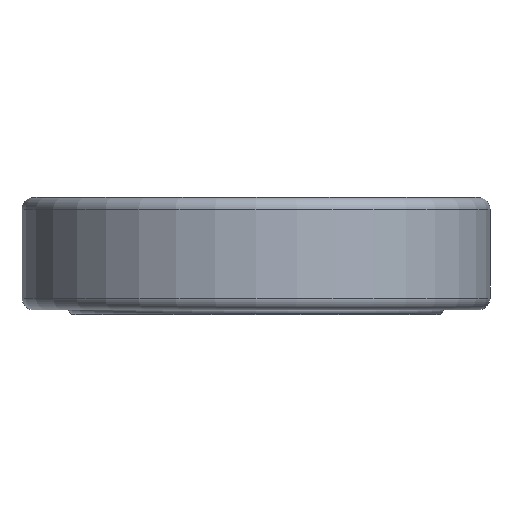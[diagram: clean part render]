
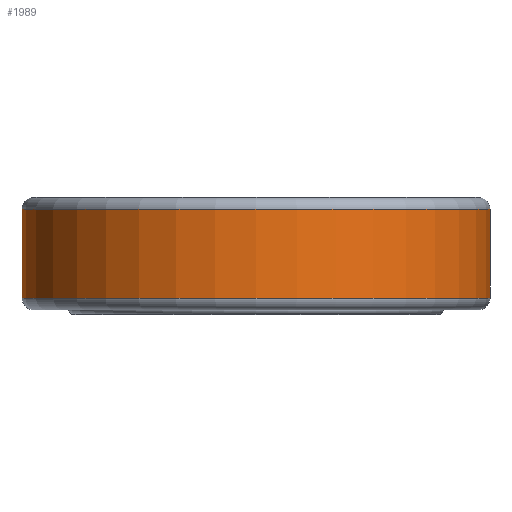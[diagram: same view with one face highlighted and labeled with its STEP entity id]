
A CAD part, left-side view. The second image highlights one B-rep face of the part: STEP entity #1989.
In plain terms, the highlighted cylindrical face has radius 5 mm (diameter 10 mm), a partial arc.
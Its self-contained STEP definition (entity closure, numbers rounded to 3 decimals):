
#66 = VERTEX_POINT('',#67);
#67 = CARTESIAN_POINT('',(0.,5.,2.25));
#68 = VERTEX_POINT('',#69);
#69 = CARTESIAN_POINT('',(0.,-5.,2.25));
#121 = VERTEX_POINT('',#122);
#122 = CARTESIAN_POINT('',(0.,5.,0.35));
#130 = VERTEX_POINT('',#131);
#131 = CARTESIAN_POINT('',(0.,-5.,0.35));
#154 = EDGE_CURVE('',#68,#130,#155,.T.);
#155 = LINE('',#156,#157);
#156 = CARTESIAN_POINT('',(0.,-5.,2.5));
#157 = VECTOR('',#158,1.);
#158 = DIRECTION('',(-0.,0.,-1.));
#161 = EDGE_CURVE('',#66,#121,#162,.T.);
#162 = LINE('',#163,#164);
#163 = CARTESIAN_POINT('',(0.,5.,2.5));
#164 = VECTOR('',#165,1.);
#165 = DIRECTION('',(-0.,0.,-1.));
#1989 = ADVANCED_FACE('',(#1990),#2008,.T.);
#1990 = FACE_BOUND('',#1991,.T.);
#1991 = EDGE_LOOP('',(#1992,#1993,#2000,#2001));
#1992 = ORIENTED_EDGE('',*,*,#154,.F.);
#1993 = ORIENTED_EDGE('',*,*,#1994,.T.);
#1994 = EDGE_CURVE('',#68,#66,#1995,.T.);
#1995 = CIRCLE('',#1996,5.);
#1996 = AXIS2_PLACEMENT_3D('',#1997,#1998,#1999);
#1997 = CARTESIAN_POINT('',(0.,0.,2.25));
#1998 = DIRECTION('',(-0.,0.,-1.));
#1999 = DIRECTION('',(0.,-1.,0.));
#2000 = ORIENTED_EDGE('',*,*,#161,.T.);
#2001 = ORIENTED_EDGE('',*,*,#2002,.T.);
#2002 = EDGE_CURVE('',#121,#130,#2003,.T.);
#2003 = CIRCLE('',#2004,5.);
#2004 = AXIS2_PLACEMENT_3D('',#2005,#2006,#2007);
#2005 = CARTESIAN_POINT('',(0.,0.,0.35));
#2006 = DIRECTION('',(-0.,0.,1.));
#2007 = DIRECTION('',(0.,-1.,0.));
#2008 = CYLINDRICAL_SURFACE('',#2009,5.);
#2009 = AXIS2_PLACEMENT_3D('',#2010,#2011,#2012);
#2010 = CARTESIAN_POINT('',(0.,0.,2.5));
#2011 = DIRECTION('',(-0.,0.,-1.));
#2012 = DIRECTION('',(0.,1.,0.));
